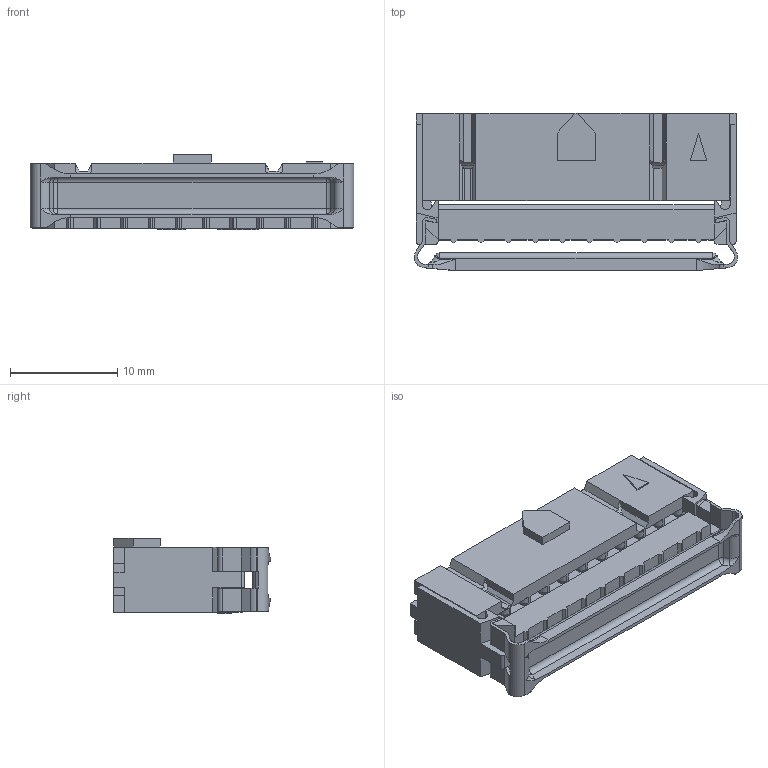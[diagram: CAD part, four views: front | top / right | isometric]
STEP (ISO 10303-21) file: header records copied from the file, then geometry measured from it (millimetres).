
FILE_DESCRIPTION(/* description */ (''),/* implementation_level */ '2;1');
FILE_NAME(/* name */ 'CWR-217-20_3D Model.stp',/* time_stamp */ '2023-11-27T11:03:20-05:00',/* author */ ('dwiltbank'),/* organization */ (''),/* preprocessor_version */ 'ST-DEVELOPER v19.2',/* originating_system */ 'Autodesk Inventor 2024',/* authorisation */ '');
FILE_SCHEMA (('AUTOMOTIVE_DESIGN { 1 0 10303 214 3 1 1 }'));
Length unit declared in the file: inch
Products named in the file (1): CWR-217-20_Simplify_1
Bounding box: 30.23 x 14.67 x 7.04 mm (x, y, z)
Volume: 1522.6 mm3; surface area: 3336 mm2
Topology: 1 solids, 1 shells, 853 faces, 2354 edges, 1523 vertices
Faces by surface type: plane 728, cylinder 94, bspline 19, sphere 8, torus 4
Entity records: 28092 total; most frequent: CARTESIAN_POINT 5310, ORIENTED_EDGE 4708, DIRECTION 4204, EDGE_CURVE 2354, LINE 2086, VECTOR 2086, VERTEX_POINT 1523, AXIS2_PLACEMENT_3D 1059
